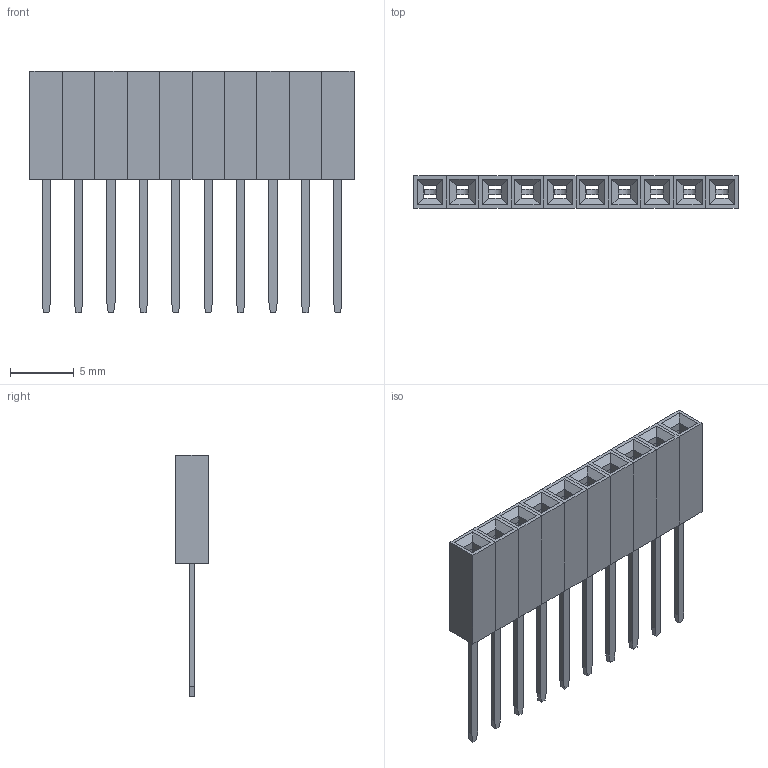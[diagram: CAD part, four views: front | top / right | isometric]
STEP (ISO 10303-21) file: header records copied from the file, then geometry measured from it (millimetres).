
FILE_DESCRIPTION (( 'STEP AP214' ), '1' );
FILE_NAME ('User Library-SIL_Socket10_.STEP', '2015-05-02T17:54:07', ( 'Windows User' ), ( '' ), 'SwSTEP 2.0', 'SolidWorks 2015', '' );
FILE_SCHEMA (( 'AUTOMOTIVE_DESIGN' ));
Length unit declared in the file: centimetre
Products named in the file (3): User Library-SIL_Socket10__SIL_Socket_Body; User Library-SIL_Socket10_; User Library-SIL_Socket10__SIL_SocketPin
Assembly tree (20 placements, depth 2):
  User Library-SIL_Socket10_
    User Library-SIL_Socket10__SIL_Socket_Body  x10
    User Library-SIL_Socket10__SIL_SocketPin  x10
Bounding box: 25.4 x 2.54 x 18.96 mm (x, y, z)
Volume: 296.1 mm3; surface area: 2114.4 mm2
Topology: 20 solids, 20 shells, 410 faces, 1040 edges, 680 vertices
Faces by surface type: plane 340, cylinder 70
Entity records: 1929 total; most frequent: DIRECTION 246, CARTESIAN_POINT 236, ORIENTED_EDGE 208, EDGE_CURVE 104, VECTOR 90, LINE 90, AXIS2_PLACEMENT_3D 78, VERTEX_POINT 68
